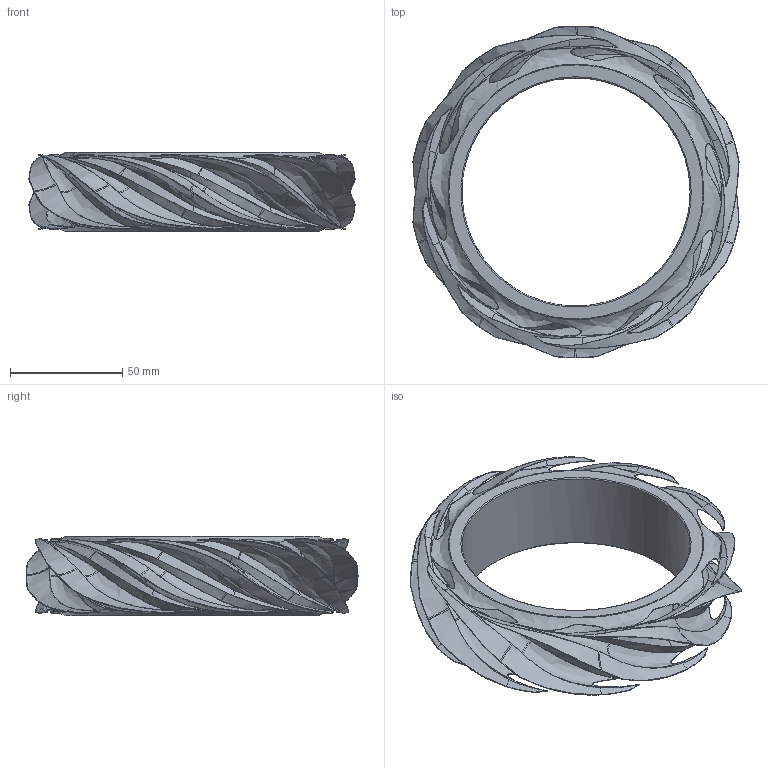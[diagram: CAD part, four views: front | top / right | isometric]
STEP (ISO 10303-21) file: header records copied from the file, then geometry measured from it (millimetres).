
FILE_DESCRIPTION(('FreeCAD Model'),'2;1');
FILE_NAME('Open CASCADE Shape Model','2025-05-04T08:13:53',('FreeCAD'),( 'FreeCAD'),'Open CASCADE STEP processor 7.6','FreeCAD','Unknown');
FILE_SCHEMA(('AUTOMOTIVE_DESIGN { 1 0 10303 214 1 1 1 1 }'));
Products named in the file (1): Open CASCADE STEP translator 7.6 1
Bounding box: 145.65 x 148.18 x 35.66 mm (x, y, z)
Volume: 122465.4 mm3; surface area: 54681.6 mm2
Topology: 1 solids, 1 shells, 1289 faces, 2998 edges, 1691 vertices
Faces by surface type: bspline 1289
Entity records: 130140 total; most frequent: CARTESIAN_POINT 112674, ORIENTED_EDGE 5956, EDGE_CURVE 2978, B_SPLINE_CURVE_WITH_KNOTS 1781, VERTEX_POINT 1691, FACE_BOUND 1291, EDGE_LOOP 1291, ADVANCED_FACE 1289
